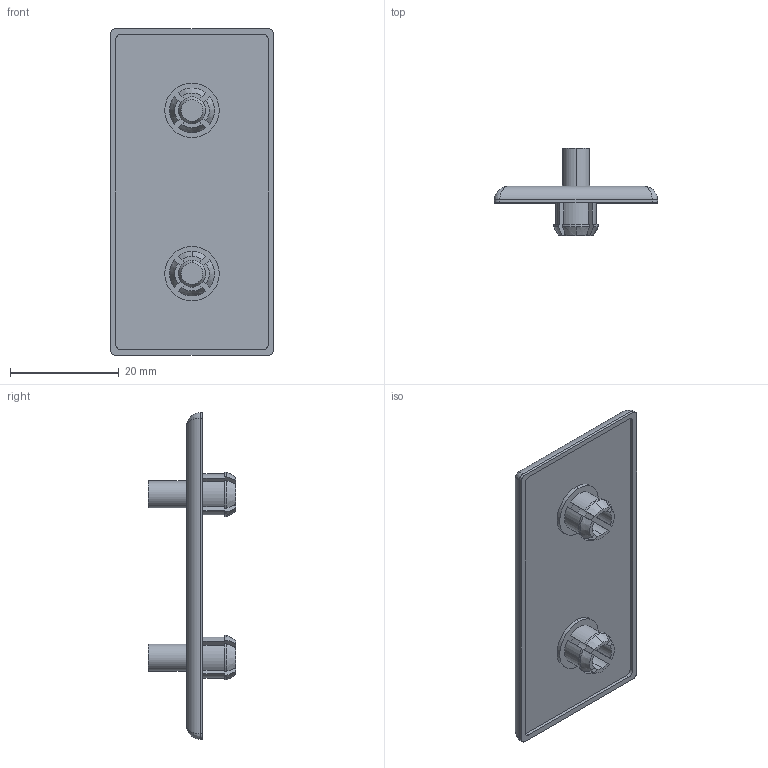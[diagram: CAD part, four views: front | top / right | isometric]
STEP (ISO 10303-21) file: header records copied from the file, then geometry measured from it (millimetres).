
FILE_DESCRIPTION (( 'STEP AP214' ), '1' );
FILE_NAME ('60-205-2.STEP', '2022-04-25T12:23:22', ( '' ), ( '' ), 'SwSTEP 2.0', 'SolidWorks 2021', '' );
FILE_SCHEMA (( 'AUTOMOTIVE_DESIGN' ));
Length unit declared in the file: millimetre
Products named in the file (1): 60-205-2
Bounding box: 30 x 16 x 60 mm (x, y, z)
Volume: 4561.6 mm3; surface area: 4995.3 mm2
Topology: 1 solids, 1 shells, 308 faces, 801 edges, 526 vertices
Faces by surface type: plane 207, cylinder 48, bspline 39, cone 14
Entity records: 14257 total; most frequent: CARTESIAN_POINT 3491, ORIENTED_EDGE 1594, DIRECTION 1363, EDGE_CURVE 797, LINE 583, VECTOR 583, VERTEX_POINT 526, AXIS2_PLACEMENT_3D 390
